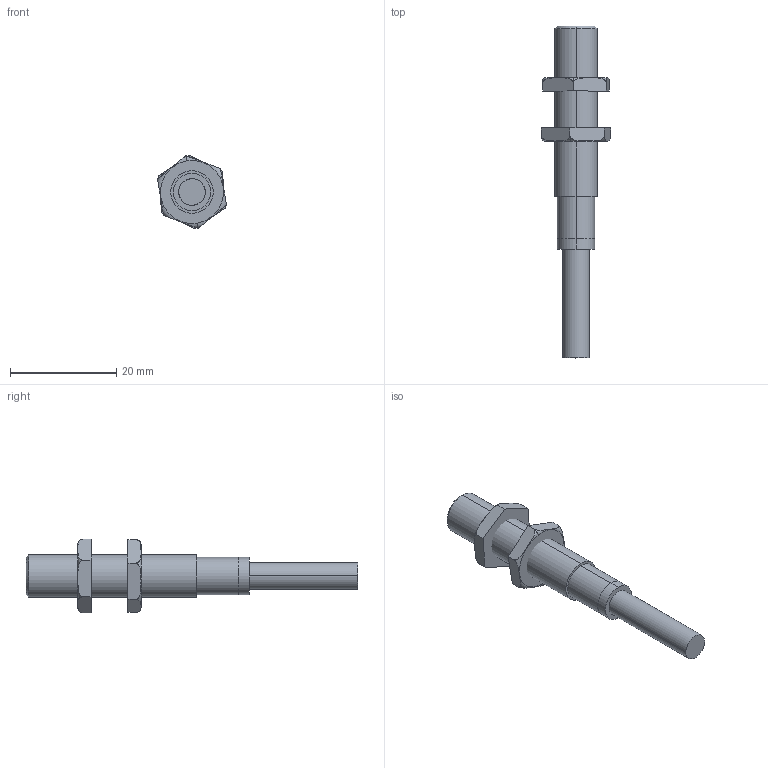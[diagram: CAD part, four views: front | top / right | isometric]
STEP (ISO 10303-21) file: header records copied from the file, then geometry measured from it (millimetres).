
FILE_DESCRIPTION (( 'STEP AP214' ), '1' );
FILE_NAME ('D08P.STEP', '2021-12-29T16:24:11', ( '' ), ( '' ), 'SwSTEP 2.0', 'SolidWorks 2021', '' );
FILE_SCHEMA (( 'AUTOMOTIVE_DESIGN' ));
Length unit declared in the file: millimetre
Products named in the file (5): 1D08P2; cavo; 1STA 17 05 000; D08P; 1VDA 08 10 0000
Assembly tree (5 placements, depth 2):
  D08P
    1D08P2
    1STA 17 05 000
    1VDA 08 10 0000  x2
    cavo
Bounding box: 12.98 x 62.43 x 13.82 mm (x, y, z)
Volume: 1734.1 mm3; surface area: 3131.3 mm2
Topology: 5 solids, 5 shells, 49 faces, 102 edges, 66 vertices
Faces by surface type: plane 25, cylinder 18, torus 4, cone 2
Entity records: 1384 total; most frequent: CARTESIAN_POINT 353, DIRECTION 196, ORIENTED_EDGE 148, AXIS2_PLACEMENT_3D 83, EDGE_CURVE 74, VERTEX_POINT 48, EDGE_LOOP 44, CIRCLE 38
